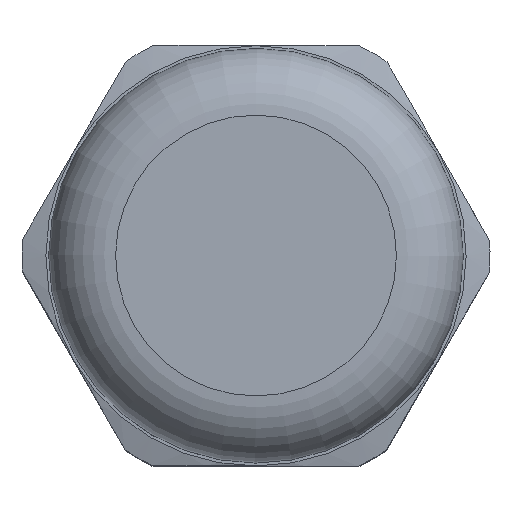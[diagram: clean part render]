
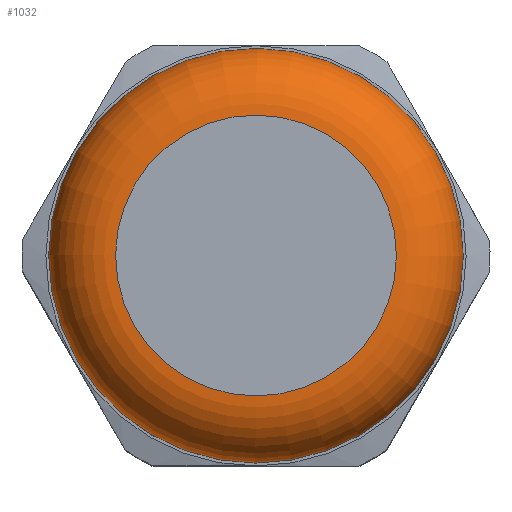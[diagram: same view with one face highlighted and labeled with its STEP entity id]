
A CAD part, top view. The second image highlights one B-rep face of the part: STEP entity #1032.
In plain terms, the highlighted toroidal (fillet/blend) face has major radius 7.35 mm and minor radius 3.5 mm.
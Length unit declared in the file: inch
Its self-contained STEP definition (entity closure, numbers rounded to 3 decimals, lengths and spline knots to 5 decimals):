
#155=CARTESIAN_POINT('',(0.28937,-0.00079,1.52604));
#156=VERTEX_POINT('',#155);
#157=CARTESIAN_POINT('',(0.0,0.0,1.52604));
#158=DIRECTION('',(0.0,0.0,-1.0));
#159=DIRECTION('',(-1.,0.003,0.0));
#160=AXIS2_PLACEMENT_3D('',#157,#158,#159);
#161=CIRCLE('',#160,0.28937);
#162=EDGE_CURVE('',#156,#156,#161,.T.);
#1013=CARTESIAN_POINT('',(0.0,0.0,1.38825));
#1014=DIRECTION('',(0.0,0.0,-1.0));
#1015=DIRECTION('',(0.003,1.,0.0));
#1016=AXIS2_PLACEMENT_3D('',#1013,#1014,#1015);
#1017=TOROIDAL_SURFACE('',#1016,0.28937,0.1378);
#1018=ORIENTED_EDGE('',*,*,#162,.T.);
#1019=EDGE_LOOP('',(#1018));
#1020=FACE_OUTER_BOUND('',#1019,.T.);
#1021=CARTESIAN_POINT('',(0.42716,-0.00117,1.38825));
#1022=VERTEX_POINT('',#1021);
#1023=CARTESIAN_POINT('',(0.0,0.0,1.38825));
#1024=DIRECTION('',(0.0,0.0,1.0));
#1025=DIRECTION('',(-1.,0.003,0.0));
#1026=AXIS2_PLACEMENT_3D('',#1023,#1024,#1025);
#1027=CIRCLE('',#1026,0.42717);
#1028=EDGE_CURVE('',#1022,#1022,#1027,.T.);
#1029=ORIENTED_EDGE('',*,*,#1028,.T.);
#1030=EDGE_LOOP('',(#1029));
#1031=FACE_BOUND('',#1030,.T.);
#1032=ADVANCED_FACE('',(#1020,#1031),#1017,.T.);
